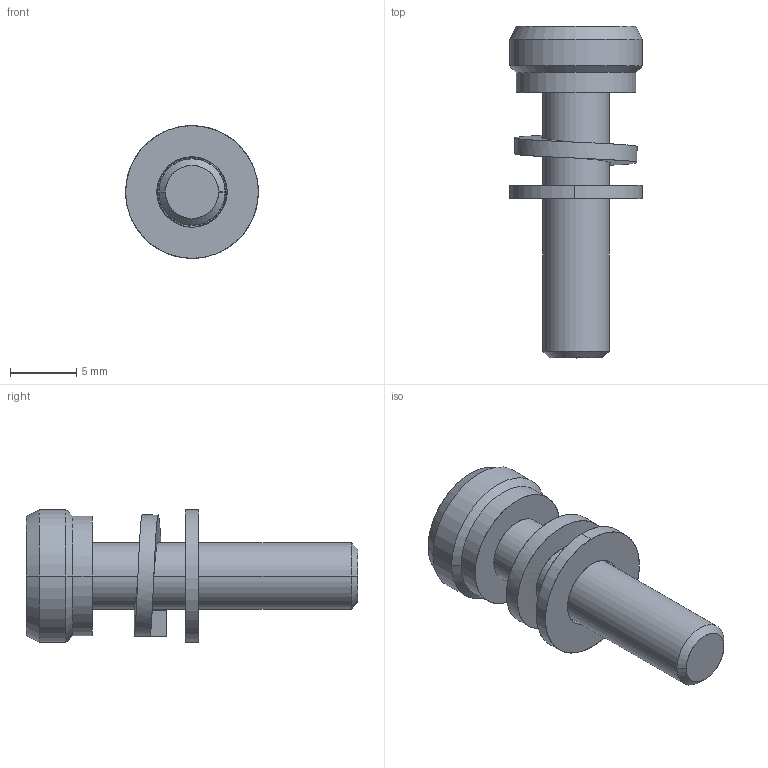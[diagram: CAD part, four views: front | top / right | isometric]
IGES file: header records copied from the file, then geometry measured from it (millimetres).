
Start section: SolidWorks IGES file using analytic representation for surfaces
Global section: file name: C-1029-TR6-5-20.IGS,15; native system: HSolidWorks 2014; preprocessor: SolidWorks 2014; author: 1337yo; date: 161129.141817; units: millimetre
Bounding box: 10 x 25 x 10 mm (x, y, z)
Surface area: 942.1 mm2 (no closed solid volume)
Topology: 0 solids, 0 shells, 45 faces, 527 edges, 527 vertices
Faces by surface type: bspline 23, revolution 22
